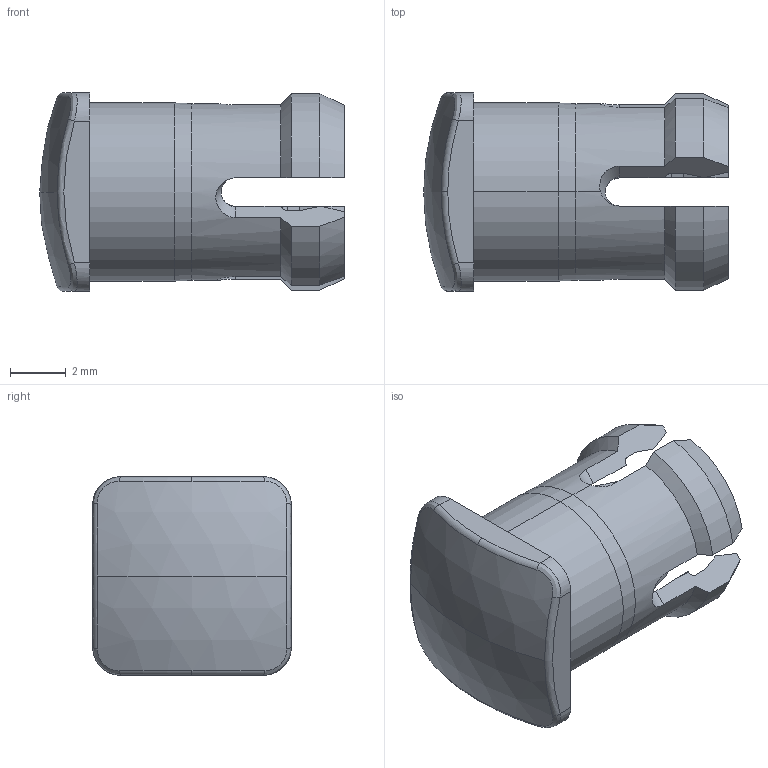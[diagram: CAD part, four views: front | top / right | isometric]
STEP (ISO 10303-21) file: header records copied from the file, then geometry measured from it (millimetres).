
FILE_DESCRIPTION (( 'STEP AP214' ), '1' );
FILE_NAME ('SQB 400 XXX.STEP', '2014-03-26T19:34:23', ( 'Admin' ), ( 'Microsoft' ), 'SwSTEP 2.0', 'SolidWorks 2014', '' );
FILE_SCHEMA (( 'AUTOMOTIVE_DESIGN' ));
Length unit declared in the file: inch
Products named in the file (1): SQB 400 XXX
Bounding box: 10.9 x 7.11 x 7.11 mm (x, y, z)
Volume: 118.7 mm3; surface area: 466.9 mm2
Topology: 1 solids, 1 shells, 99 faces, 258 edges, 160 vertices
Faces by surface type: cone 42, plane 21, cylinder 16, torus 10, bspline 8, sphere 2
Entity records: 3599 total; most frequent: CARTESIAN_POINT 1247, ORIENTED_EDGE 512, DIRECTION 458, EDGE_CURVE 256, AXIS2_PLACEMENT_3D 186, VERTEX_POINT 160, EDGE_LOOP 100, ADVANCED_FACE 99
